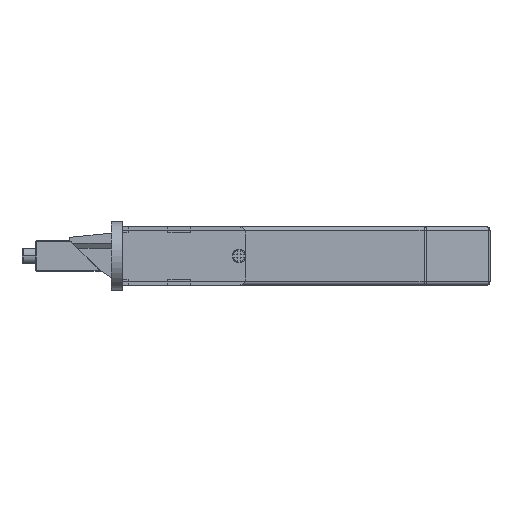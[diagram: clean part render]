
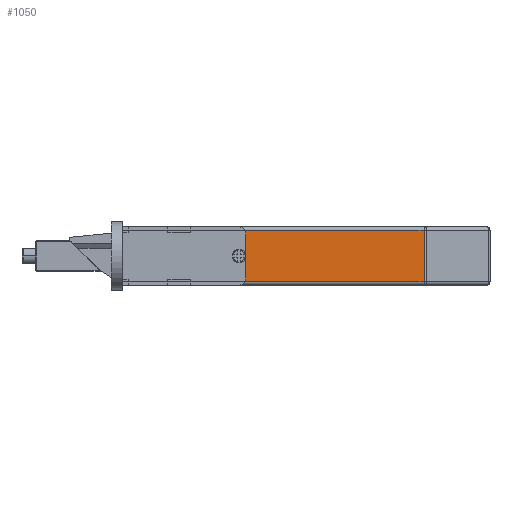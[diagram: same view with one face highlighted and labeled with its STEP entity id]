
A CAD part, front view. The second image highlights one B-rep face of the part: STEP entity #1050.
In plain terms, the highlighted planar face has unit normal (0, -1, 0).
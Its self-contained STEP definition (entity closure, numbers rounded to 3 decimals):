
#50 = DIRECTION ( 'NONE',  ( 1., 0., 0. ) ) ;
#64 = CARTESIAN_POINT ( 'NONE',  ( 44.75, -14.7, 7.75 ) ) ;
#299 = CIRCLE ( 'NONE', #7831, 1.75 ) ;
#303 = VERTEX_POINT ( 'NONE', #5963 ) ;
#358 = CARTESIAN_POINT ( 'NONE',  ( 14., -14.7, -1.75 ) ) ;
#367 = ORIENTED_EDGE ( 'NONE', *, *, #6116, .T. ) ;
#828 = CARTESIAN_POINT ( 'NONE',  ( 14., -14.7, -1.75 ) ) ;
#902 = LINE ( 'NONE', #2725, #4664 ) ;
#1050 = ADVANCED_FACE ( 'NONE', ( #10359, #6435 ), #8001, .T. ) ;
#1090 = DIRECTION ( 'NONE',  ( 0., 0., -1. ) ) ;
#1219 = VERTEX_POINT ( 'NONE', #5891 ) ;
#1986 = DIRECTION ( 'NONE',  ( 0., -1., 0. ) ) ;
#2003 = CARTESIAN_POINT ( 'NONE',  ( 14., -14.7, -0.75 ) ) ;
#2024 = DIRECTION ( 'NONE',  ( -1., 0., 0. ) ) ;
#2526 = VERTEX_POINT ( 'NONE', #10115 ) ;
#2601 = VERTEX_POINT ( 'NONE', #64 ) ;
#2672 = DIRECTION ( 'NONE',  ( 0., 0., 1. ) ) ;
#2725 = CARTESIAN_POINT ( 'NONE',  ( 93.586, -14.7, -1.75 ) ) ;
#2769 = EDGE_CURVE ( 'NONE', #7493, #303, #9088, .T. ) ;
#2922 = DIRECTION ( 'NONE',  ( 1., 0., 0. ) ) ;
#3088 = AXIS2_PLACEMENT_3D ( 'NONE', #828, #8683, #50 ) ;
#3552 = DIRECTION ( 'NONE',  ( 0., 0., 1. ) ) ;
#3974 = ORIENTED_EDGE ( 'NONE', *, *, #6653, .F. ) ;
#4243 = EDGE_LOOP ( 'NONE', ( #3974, #10022 ) ) ;
#4664 = VECTOR ( 'NONE', #2672, 1000. ) ;
#4803 = VERTEX_POINT ( 'NONE', #7784 ) ;
#5059 = ORIENTED_EDGE ( 'NONE', *, *, #10084, .T. ) ;
#5138 = CARTESIAN_POINT ( 'NONE',  ( 44.75, -14.7, 6. ) ) ;
#5193 = DIRECTION ( 'NONE',  ( 0., 0., -1. ) ) ;
#5229 = LINE ( 'NONE', #7683, #7306 ) ;
#5284 = CIRCLE ( 'NONE', #9634, 1.75 ) ;
#5891 = CARTESIAN_POINT ( 'NONE',  ( 93.586, -14.7, 12.75 ) ) ;
#5963 = CARTESIAN_POINT ( 'NONE',  ( 14., -14.7, 12.75 ) ) ;
#5966 = CARTESIAN_POINT ( 'NONE',  ( 44.75, -14.7, 6. ) ) ;
#6116 = EDGE_CURVE ( 'NONE', #7493, #4803, #7061, .T. ) ;
#6435 = FACE_OUTER_BOUND ( 'NONE', #7078, .T. ) ;
#6653 = EDGE_CURVE ( 'NONE', #2526, #2601, #5284, .T. ) ;
#7061 = LINE ( 'NONE', #10102, #9289 ) ;
#7078 = EDGE_LOOP ( 'NONE', ( #9876, #367, #5059, #8127 ) ) ;
#7143 = EDGE_CURVE ( 'NONE', #1219, #303, #5229, .T. ) ;
#7306 = VECTOR ( 'NONE', #2024, 1000. ) ;
#7493 = VERTEX_POINT ( 'NONE', #2003 ) ;
#7683 = CARTESIAN_POINT ( 'NONE',  ( 14., -14.7, 12.75 ) ) ;
#7784 = CARTESIAN_POINT ( 'NONE',  ( 93.586, -14.7, -0.75 ) ) ;
#7831 = AXIS2_PLACEMENT_3D ( 'NONE', #5966, #1986, #5193 ) ;
#8001 = PLANE ( 'NONE',  #3088 ) ;
#8127 = ORIENTED_EDGE ( 'NONE', *, *, #7143, .T. ) ;
#8261 = DIRECTION ( 'NONE',  ( 0., -1., 0. ) ) ;
#8683 = DIRECTION ( 'NONE',  ( 0., -1., 0. ) ) ;
#8855 = VECTOR ( 'NONE', #3552, 1000. ) ;
#9088 = LINE ( 'NONE', #358, #8855 ) ;
#9289 = VECTOR ( 'NONE', #2922, 1000. ) ;
#9634 = AXIS2_PLACEMENT_3D ( 'NONE', #5138, #8261, #1090 ) ;
#9876 = ORIENTED_EDGE ( 'NONE', *, *, #2769, .F. ) ;
#10022 = ORIENTED_EDGE ( 'NONE', *, *, #10282, .F. ) ;
#10084 = EDGE_CURVE ( 'NONE', #4803, #1219, #902, .T. ) ;
#10102 = CARTESIAN_POINT ( 'NONE',  ( 94., -14.7, -0.75 ) ) ;
#10115 = CARTESIAN_POINT ( 'NONE',  ( 44.75, -14.7, 4.25 ) ) ;
#10282 = EDGE_CURVE ( 'NONE', #2601, #2526, #299, .T. ) ;
#10359 = FACE_BOUND ( 'NONE', #4243, .T. ) ;
